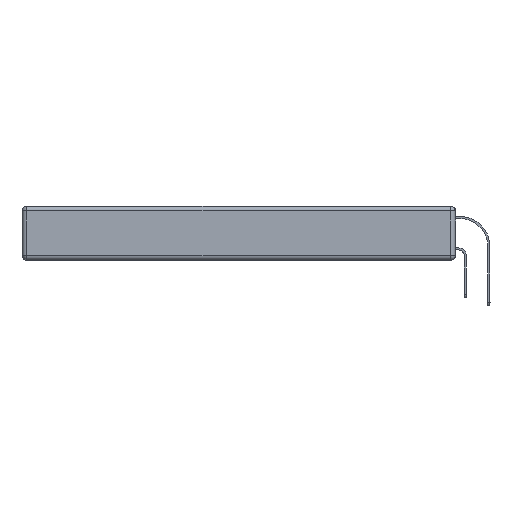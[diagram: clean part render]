
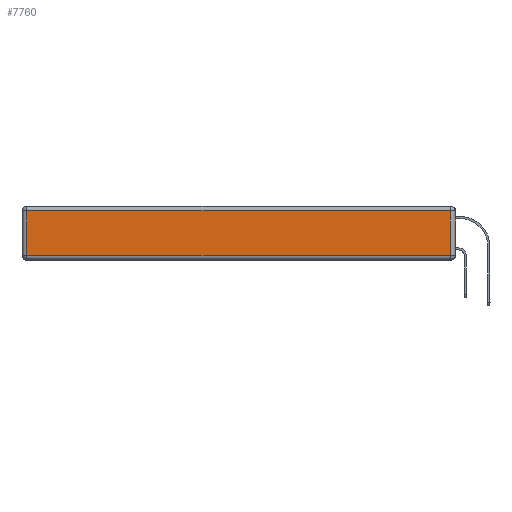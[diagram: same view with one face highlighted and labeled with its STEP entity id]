
A CAD part, left-side view. The second image highlights one B-rep face of the part: STEP entity #7760.
In plain terms, the highlighted planar face has unit normal (-1, 0, 0).
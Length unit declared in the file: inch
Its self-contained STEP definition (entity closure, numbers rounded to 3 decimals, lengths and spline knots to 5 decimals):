
#341 = VERTEX_POINT ( 'NONE', #13944 ) ;
#1031 = VERTEX_POINT ( 'NONE', #11342 ) ;
#1034 = DIRECTION ( 'NONE',  ( 0., 0., -1. ) ) ;
#1308 = VECTOR ( 'NONE', #14176, 39.37008 ) ;
#1582 = FACE_OUTER_BOUND ( 'NONE', #9080, .T. ) ;
#1680 = CARTESIAN_POINT ( 'NONE',  ( 0., 0., -0.343 ) ) ;
#2629 = ORIENTED_EDGE ( 'NONE', *, *, #17628, .T. ) ;
#3190 = DIRECTION ( 'NONE',  ( -1., 0., 0. ) ) ;
#3562 = ORIENTED_EDGE ( 'NONE', *, *, #7349, .T. ) ;
#4283 = DIRECTION ( 'NONE',  ( 0., -1., 0. ) ) ;
#5765 = ORIENTED_EDGE ( 'NONE', *, *, #15254, .T. ) ;
#6040 = CARTESIAN_POINT ( 'NONE',  ( 0., 0.03, -0.343 ) ) ;
#7349 = EDGE_CURVE ( 'NONE', #10793, #341, #12540, .T. ) ;
#7652 = CARTESIAN_POINT ( 'NONE',  ( 0., 0.03, -0.03 ) ) ;
#7760 = ADVANCED_FACE ( 'NONE', ( #1582 ), #8827, .T. ) ;
#8765 = LINE ( 'NONE', #6040, #16920 ) ;
#8827 = PLANE ( 'NONE',  #14303 ) ;
#8924 = DIRECTION ( 'NONE',  ( 0., 0., 1. ) ) ;
#9080 = EDGE_LOOP ( 'NONE', ( #5765, #2629, #10210, #3562 ) ) ;
#9924 = LINE ( 'NONE', #11444, #1308 ) ;
#10210 = ORIENTED_EDGE ( 'NONE', *, *, #16564, .T. ) ;
#10793 = VERTEX_POINT ( 'NONE', #12512 ) ;
#11342 = CARTESIAN_POINT ( 'NONE',  ( 0., 0.03, -0.313 ) ) ;
#11375 = VECTOR ( 'NONE', #4283, 39.37008 ) ;
#11441 = LINE ( 'NONE', #17175, #11375 ) ;
#11444 = CARTESIAN_POINT ( 'NONE',  ( 0., 2.75, -0.03 ) ) ;
#12512 = CARTESIAN_POINT ( 'NONE',  ( 0., 2.72, -0.03 ) ) ;
#12540 = LINE ( 'NONE', #18081, #16384 ) ;
#13209 = DIRECTION ( 'NONE',  ( 0., 0., 1. ) ) ;
#13649 = VERTEX_POINT ( 'NONE', #7652 ) ;
#13944 = CARTESIAN_POINT ( 'NONE',  ( 0., 2.72, -0.313 ) ) ;
#14176 = DIRECTION ( 'NONE',  ( 0., 1., 0. ) ) ;
#14303 = AXIS2_PLACEMENT_3D ( 'NONE', #1680, #3190, #8924 ) ;
#15254 = EDGE_CURVE ( 'NONE', #341, #1031, #11441, .T. ) ;
#16384 = VECTOR ( 'NONE', #1034, 39.37008 ) ;
#16564 = EDGE_CURVE ( 'NONE', #13649, #10793, #9924, .T. ) ;
#16920 = VECTOR ( 'NONE', #13209, 39.37008 ) ;
#17175 = CARTESIAN_POINT ( 'NONE',  ( 0., 0., -0.313 ) ) ;
#17628 = EDGE_CURVE ( 'NONE', #1031, #13649, #8765, .T. ) ;
#18081 = CARTESIAN_POINT ( 'NONE',  ( 0., 2.72, -0.343 ) ) ;
